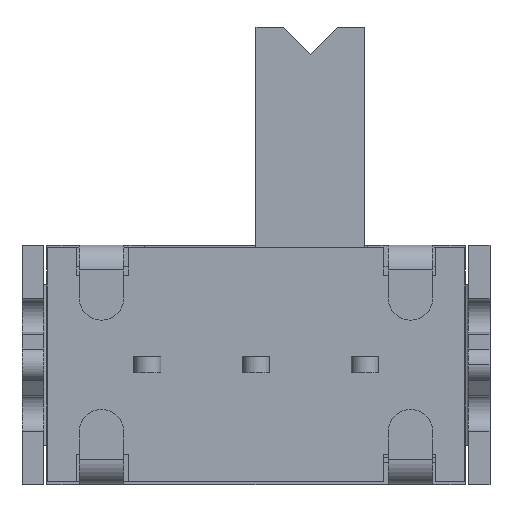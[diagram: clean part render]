
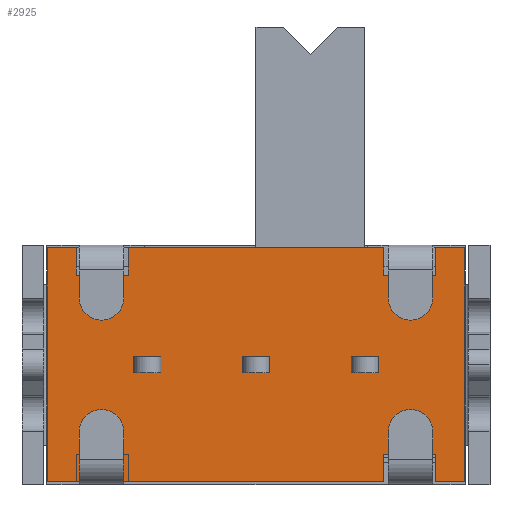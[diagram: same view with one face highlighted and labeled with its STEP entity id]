
A CAD part, front view. The second image highlights one B-rep face of the part: STEP entity #2925.
In plain terms, the highlighted planar face has unit normal (0, -1, 0).
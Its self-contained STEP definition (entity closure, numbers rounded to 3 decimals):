
#127 = CARTESIAN_POINT ( 'NONE',  ( -3.84, -3.6, -2.15 ) ) ;
#133 = VERTEX_POINT ( 'NONE', #4795 ) ;
#201 = DIRECTION ( 'NONE',  ( 0., 0., -1. ) ) ;
#203 = CARTESIAN_POINT ( 'NONE',  ( 3.84, -3.6, 2.15 ) ) ;
#216 = VERTEX_POINT ( 'NONE', #5292 ) ;
#263 = VECTOR ( 'NONE', #1837, 1000. ) ;
#290 = LINE ( 'NONE', #2463, #1711 ) ;
#323 = LINE ( 'NONE', #965, #3526 ) ;
#340 = EDGE_CURVE ( 'NONE', #3205, #5668, #6574, .T. ) ;
#373 = DIRECTION ( 'NONE',  ( 0., 0., 1. ) ) ;
#379 = VECTOR ( 'NONE', #373, 1000. ) ;
#460 = VECTOR ( 'NONE', #6750, 1000. ) ;
#486 = VERTEX_POINT ( 'NONE', #2361 ) ;
#503 = LINE ( 'NONE', #3459, #4609 ) ;
#516 = CARTESIAN_POINT ( 'NONE',  ( 3.3, -3.6, -2.15 ) ) ;
#594 = LINE ( 'NONE', #2128, #6145 ) ;
#665 = VECTOR ( 'NONE', #2093, 1000. ) ;
#739 = LINE ( 'NONE', #6450, #4852 ) ;
#885 = ORIENTED_EDGE ( 'NONE', *, *, #340, .T. ) ;
#965 = CARTESIAN_POINT ( 'NONE',  ( -3.3, -3.6, -2.15 ) ) ;
#1116 = CARTESIAN_POINT ( 'NONE',  ( 2.35, -3.6, -1.65 ) ) ;
#1144 = EDGE_CURVE ( 'NONE', #3645, #133, #1200, .T. ) ;
#1176 = LINE ( 'NONE', #1800, #5288 ) ;
#1200 = LINE ( 'NONE', #2836, #1702 ) ;
#1358 = CARTESIAN_POINT ( 'NONE',  ( -3.3, -3.6, 0. ) ) ;
#1413 = CARTESIAN_POINT ( 'NONE',  ( 3.84, -3.6, -2.15 ) ) ;
#1422 = VERTEX_POINT ( 'NONE', #3039 ) ;
#1426 = CARTESIAN_POINT ( 'NONE',  ( 2.35, -3.6, 2.15 ) ) ;
#1507 = FACE_OUTER_BOUND ( 'NONE', #6121, .T. ) ;
#1515 = LINE ( 'NONE', #5056, #263 ) ;
#1702 = VECTOR ( 'NONE', #5546, 1000. ) ;
#1711 = VECTOR ( 'NONE', #3028, 1000. ) ;
#1720 = DIRECTION ( 'NONE',  ( 0., 0., -1. ) ) ;
#1722 = DIRECTION ( 'NONE',  ( 1., 0., 0. ) ) ;
#1726 = CARTESIAN_POINT ( 'NONE',  ( 2.05, -3.6, 2.15 ) ) ;
#1792 = VERTEX_POINT ( 'NONE', #1116 ) ;
#1795 = VECTOR ( 'NONE', #3880, 1000. ) ;
#1800 = CARTESIAN_POINT ( 'NONE',  ( -3.84, -3.6, 2.15 ) ) ;
#1837 = DIRECTION ( 'NONE',  ( -1., 0., 0. ) ) ;
#1879 = LINE ( 'NONE', #1358, #460 ) ;
#1904 = ORIENTED_EDGE ( 'NONE', *, *, #6752, .F. ) ;
#1920 = ORIENTED_EDGE ( 'NONE', *, *, #4414, .T. ) ;
#1970 = EDGE_CURVE ( 'NONE', #5401, #1792, #1515, .T. ) ;
#2010 = ORIENTED_EDGE ( 'NONE', *, *, #3931, .T. ) ;
#2093 = DIRECTION ( 'NONE',  ( 1., 0., 0. ) ) ;
#2128 = CARTESIAN_POINT ( 'NONE',  ( 3.3, -3.6, 1.65 ) ) ;
#2196 = ORIENTED_EDGE ( 'NONE', *, *, #3727, .F. ) ;
#2260 = DIRECTION ( 'NONE',  ( -1., 0., 0. ) ) ;
#2266 = CARTESIAN_POINT ( 'NONE',  ( -2.35, -3.6, 0. ) ) ;
#2287 = ORIENTED_EDGE ( 'NONE', *, *, #6408, .T. ) ;
#2337 = VECTOR ( 'NONE', #1720, 1000. ) ;
#2361 = CARTESIAN_POINT ( 'NONE',  ( -2.35, -3.6, 1.65 ) ) ;
#2396 = EDGE_CURVE ( 'NONE', #6267, #6411, #594, .T. ) ;
#2463 = CARTESIAN_POINT ( 'NONE',  ( 2.35, -3.6, 0. ) ) ;
#2523 = PLANE ( 'NONE',  #5255 ) ;
#2535 = EDGE_CURVE ( 'NONE', #4082, #1422, #1176, .T. ) ;
#2560 = DIRECTION ( 'NONE',  ( 1., 0., 0. ) ) ;
#2618 = EDGE_CURVE ( 'NONE', #5213, #5459, #503, .T. ) ;
#2836 = CARTESIAN_POINT ( 'NONE',  ( 2.35, -3.6, 2.15 ) ) ;
#2863 = DIRECTION ( 'NONE',  ( 1., 0., 0. ) ) ;
#2925 = ADVANCED_FACE ( 'NONE', ( #1507 ), #2523, .F. ) ;
#3028 = DIRECTION ( 'NONE',  ( 0., 0., 1. ) ) ;
#3039 = CARTESIAN_POINT ( 'NONE',  ( -3.3, -3.6, 2.15 ) ) ;
#3045 = ORIENTED_EDGE ( 'NONE', *, *, #6366, .T. ) ;
#3075 = ORIENTED_EDGE ( 'NONE', *, *, #1970, .F. ) ;
#3129 = DIRECTION ( 'NONE',  ( 0., 1., 0. ) ) ;
#3205 = VERTEX_POINT ( 'NONE', #1413 ) ;
#3234 = LINE ( 'NONE', #127, #1795 ) ;
#3387 = DIRECTION ( 'NONE',  ( 1., 0., 0. ) ) ;
#3421 = DIRECTION ( 'NONE',  ( 0., 0., 1. ) ) ;
#3459 = CARTESIAN_POINT ( 'NONE',  ( -3.3, -3.6, -2.15 ) ) ;
#3498 = VECTOR ( 'NONE', #4062, 1000. ) ;
#3526 = VECTOR ( 'NONE', #2560, 1000. ) ;
#3645 = VERTEX_POINT ( 'NONE', #1426 ) ;
#3654 = VERTEX_POINT ( 'NONE', #5250 ) ;
#3671 = CARTESIAN_POINT ( 'NONE',  ( 0., -3.6, 0. ) ) ;
#3725 = CARTESIAN_POINT ( 'NONE',  ( 3.3, -3.6, -1.65 ) ) ;
#3727 = EDGE_CURVE ( 'NONE', #133, #6267, #4961, .T. ) ;
#3880 = DIRECTION ( 'NONE',  ( 0., 0., -1. ) ) ;
#3931 = EDGE_CURVE ( 'NONE', #216, #486, #5195, .T. ) ;
#4028 = EDGE_CURVE ( 'NONE', #5401, #5446, #6131, .T. ) ;
#4062 = DIRECTION ( 'NONE',  ( -1., 0., 0. ) ) ;
#4082 = VERTEX_POINT ( 'NONE', #6698 ) ;
#4186 = DIRECTION ( 'NONE',  ( 0., 0., 1. ) ) ;
#4188 = ORIENTED_EDGE ( 'NONE', *, *, #6370, .T. ) ;
#4274 = EDGE_CURVE ( 'NONE', #5446, #3205, #323, .T. ) ;
#4359 = ORIENTED_EDGE ( 'NONE', *, *, #2618, .T. ) ;
#4366 = ORIENTED_EDGE ( 'NONE', *, *, #6181, .T. ) ;
#4391 = ORIENTED_EDGE ( 'NONE', *, *, #2396, .F. ) ;
#4414 = EDGE_CURVE ( 'NONE', #5668, #6411, #739, .T. ) ;
#4459 = ORIENTED_EDGE ( 'NONE', *, *, #2535, .F. ) ;
#4485 = CARTESIAN_POINT ( 'NONE',  ( 3.3, -3.6, 0. ) ) ;
#4517 = VECTOR ( 'NONE', #201, 1000. ) ;
#4609 = VECTOR ( 'NONE', #1722, 1000. ) ;
#4628 = CARTESIAN_POINT ( 'NONE',  ( 3.84, -3.6, 2.15 ) ) ;
#4789 = ORIENTED_EDGE ( 'NONE', *, *, #4274, .T. ) ;
#4795 = CARTESIAN_POINT ( 'NONE',  ( 2.35, -3.6, 1.65 ) ) ;
#4849 = CARTESIAN_POINT ( 'NONE',  ( 2.35, -3.6, -2.15 ) ) ;
#4852 = VECTOR ( 'NONE', #2260, 1000. ) ;
#4961 = LINE ( 'NONE', #6410, #665 ) ;
#5056 = CARTESIAN_POINT ( 'NONE',  ( 0., -3.6, -1.65 ) ) ;
#5117 = CARTESIAN_POINT ( 'NONE',  ( 0., -3.6, 1.65 ) ) ;
#5195 = LINE ( 'NONE', #2266, #2337 ) ;
#5203 = ORIENTED_EDGE ( 'NONE', *, *, #4028, .T. ) ;
#5213 = VERTEX_POINT ( 'NONE', #6236 ) ;
#5250 = CARTESIAN_POINT ( 'NONE',  ( -3.3, -3.6, 1.65 ) ) ;
#5255 = AXIS2_PLACEMENT_3D ( 'NONE', #3671, #3129, #4186 ) ;
#5288 = VECTOR ( 'NONE', #2863, 1000. ) ;
#5292 = CARTESIAN_POINT ( 'NONE',  ( -2.35, -3.6, 2.15 ) ) ;
#5401 = VERTEX_POINT ( 'NONE', #3725 ) ;
#5446 = VERTEX_POINT ( 'NONE', #516 ) ;
#5459 = VERTEX_POINT ( 'NONE', #4849 ) ;
#5546 = DIRECTION ( 'NONE',  ( 0., 0., -1. ) ) ;
#5668 = VERTEX_POINT ( 'NONE', #203 ) ;
#6003 = LINE ( 'NONE', #1726, #6168 ) ;
#6113 = CARTESIAN_POINT ( 'NONE',  ( 3.3, -3.6, 1.65 ) ) ;
#6121 = EDGE_LOOP ( 'NONE', ( #3075, #5203, #4789, #885, #1920, #4391, #2196, #6409, #1904, #2010, #4188, #3045, #4459, #4366, #4359, #2287 ) ) ;
#6131 = LINE ( 'NONE', #4485, #4517 ) ;
#6145 = VECTOR ( 'NONE', #3421, 1000. ) ;
#6168 = VECTOR ( 'NONE', #3387, 1000. ) ;
#6178 = LINE ( 'NONE', #5117, #3498 ) ;
#6181 = EDGE_CURVE ( 'NONE', #4082, #5213, #3234, .T. ) ;
#6236 = CARTESIAN_POINT ( 'NONE',  ( -3.84, -3.6, -2.15 ) ) ;
#6259 = CARTESIAN_POINT ( 'NONE',  ( 3.3, -3.6, 2.15 ) ) ;
#6267 = VERTEX_POINT ( 'NONE', #6113 ) ;
#6366 = EDGE_CURVE ( 'NONE', #3654, #1422, #1879, .T. ) ;
#6370 = EDGE_CURVE ( 'NONE', #486, #3654, #6178, .T. ) ;
#6408 = EDGE_CURVE ( 'NONE', #5459, #1792, #290, .T. ) ;
#6409 = ORIENTED_EDGE ( 'NONE', *, *, #1144, .F. ) ;
#6410 = CARTESIAN_POINT ( 'NONE',  ( 2.35, -3.6, 1.65 ) ) ;
#6411 = VERTEX_POINT ( 'NONE', #6259 ) ;
#6450 = CARTESIAN_POINT ( 'NONE',  ( 3.25, -3.6, 2.15 ) ) ;
#6574 = LINE ( 'NONE', #4628, #379 ) ;
#6698 = CARTESIAN_POINT ( 'NONE',  ( -3.84, -3.6, 2.15 ) ) ;
#6750 = DIRECTION ( 'NONE',  ( 0., 0., 1. ) ) ;
#6752 = EDGE_CURVE ( 'NONE', #216, #3645, #6003, .T. ) ;
